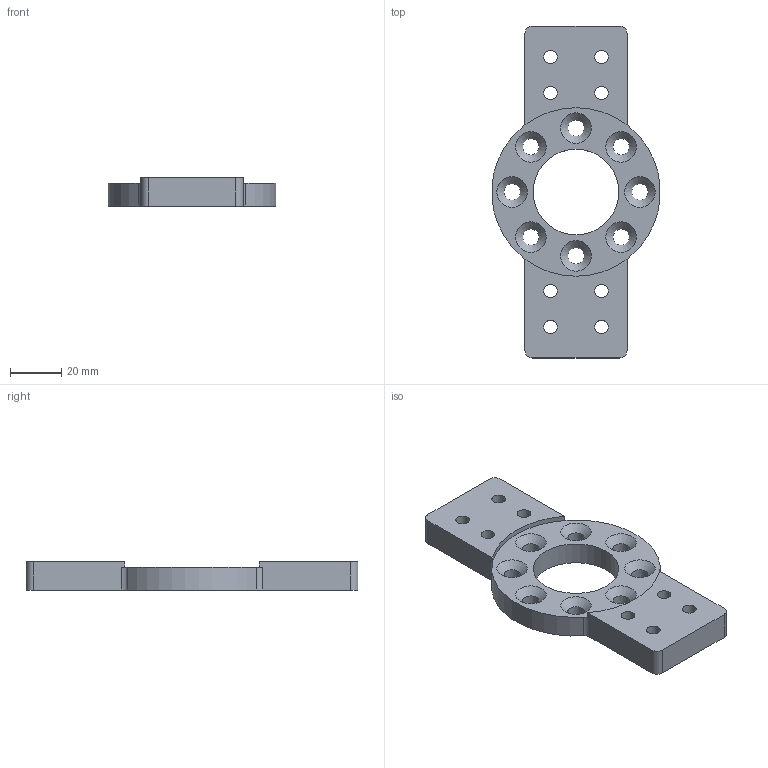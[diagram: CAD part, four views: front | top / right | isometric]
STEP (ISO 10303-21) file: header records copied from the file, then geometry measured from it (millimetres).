
FILE_DESCRIPTION(/* description */ (''),/* implementation_level */ '2;1');
FILE_NAME(/* name */ 'Rail-Kuka Connector Plate.step',/* time_stamp */ '2022-09-15T09:20:43+02:00',/* author */ (''),/* organization */ (''),/* preprocessor_version */ 'ST-DEVELOPER v19',/* originating_system */ 'Autodesk Translation Framework v11.7.0.108',/* authorisation */ '');
FILE_SCHEMA (('AUTOMOTIVE_DESIGN { 1 0 10303 214 3 1 1 }'));
Length unit declared in the file: millimetre
Products named in the file (1): Rail-Kuka Connector Plate
Bounding box: 65.79 x 130 x 11 mm (x, y, z)
Volume: 47084.9 mm3; surface area: 16990.4 mm2
Topology: 1 solids, 1 shells, 55 faces, 159 edges, 106 vertices
Faces by surface type: cylinder 29, cone 16, plane 10
Full cylindrical faces by diameter (mm): 5.3 x8, 6.4 x8, 33.5 x1
Entity records: 1960 total; most frequent: DIRECTION 361, CARTESIAN_POINT 321, ORIENTED_EDGE 318, EDGE_CURVE 159, AXIS2_PLACEMENT_3D 146, VERTEX_POINT 106, CIRCLE 90, EDGE_LOOP 89
